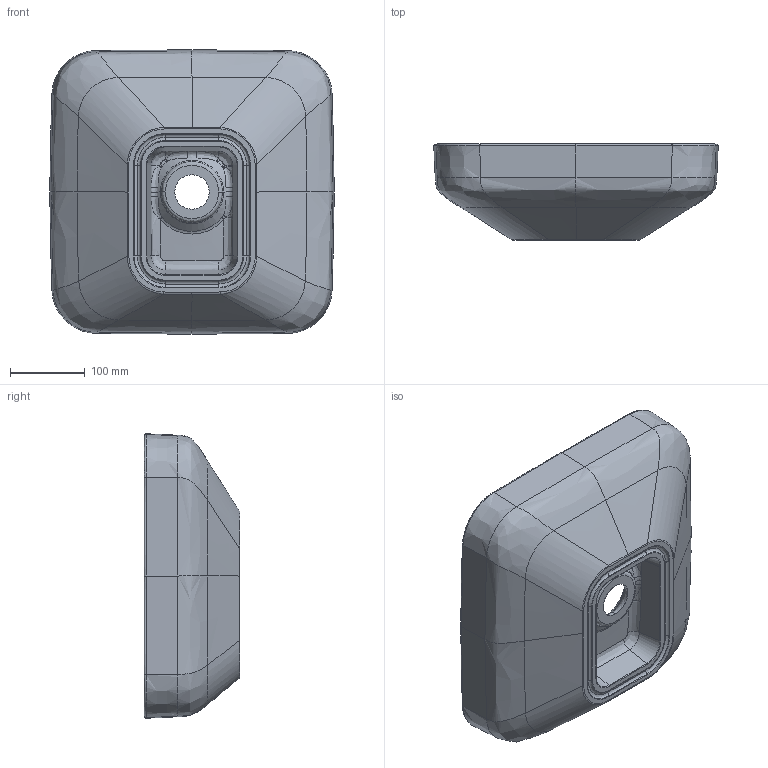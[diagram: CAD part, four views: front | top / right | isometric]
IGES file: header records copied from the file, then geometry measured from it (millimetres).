
Start section:  PTC IGES file: clo_380x380.igs
Global section: file name: clo_380x380.igs; native system: Creo Parametric by Parametric Technology Corporation; preprocessor: 2011370; author: utente1; organization: Unknown; date: 20150130.105108; units: millimetre
Bounding box: 379.77 x 128 x 379.77 mm (x, y, z)
Volume: 4156532.2 mm3; surface area: 468149.7 mm2
Topology: 1 solids, 1 shells, 202 faces, 468 edges, 270 vertices
Faces by surface type: bspline 134, revolution 68
